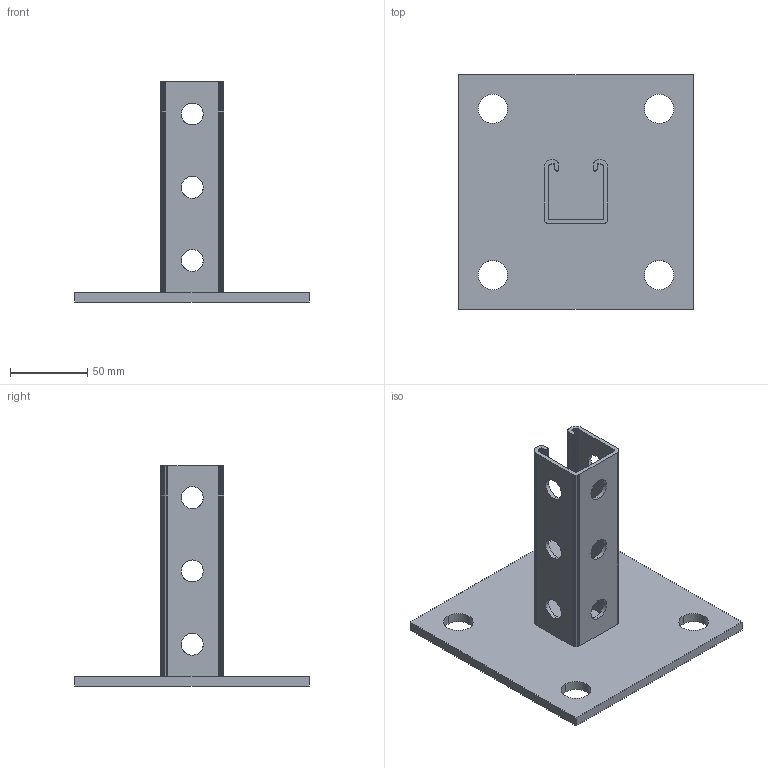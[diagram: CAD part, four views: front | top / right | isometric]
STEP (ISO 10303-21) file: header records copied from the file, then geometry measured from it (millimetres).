
FILE_DESCRIPTION(('TurboCAD Mac Pro'),'Build 980');
FILE_NAME('P9013.stp',' ',(''),(''),'ACIS Interop','IMSI','TurboCAD Mac Pro BY IMSI, INCORPORATED');
FILE_SCHEMA(('automotive_design'));
Length unit declared in the file: inch
Products named in the file (1): 1
Bounding box: 152.4 x 152.4 x 142.88 mm (x, y, z)
Volume: 185552.3 mm3; surface area: 85046 mm2
Topology: 1 solids, 1 shells, 201 faces, 594 edges, 396 vertices
Faces by surface type: plane 149, bspline 52
Entity records: 9140 total; most frequent: CARTESIAN_POINT 2444, ORIENTED_EDGE 1188, DIRECTION 790, EDGE_CURVE 594, LINE 490, VECTOR 490, VERTEX_POINT 396, EDGE_LOOP 228
